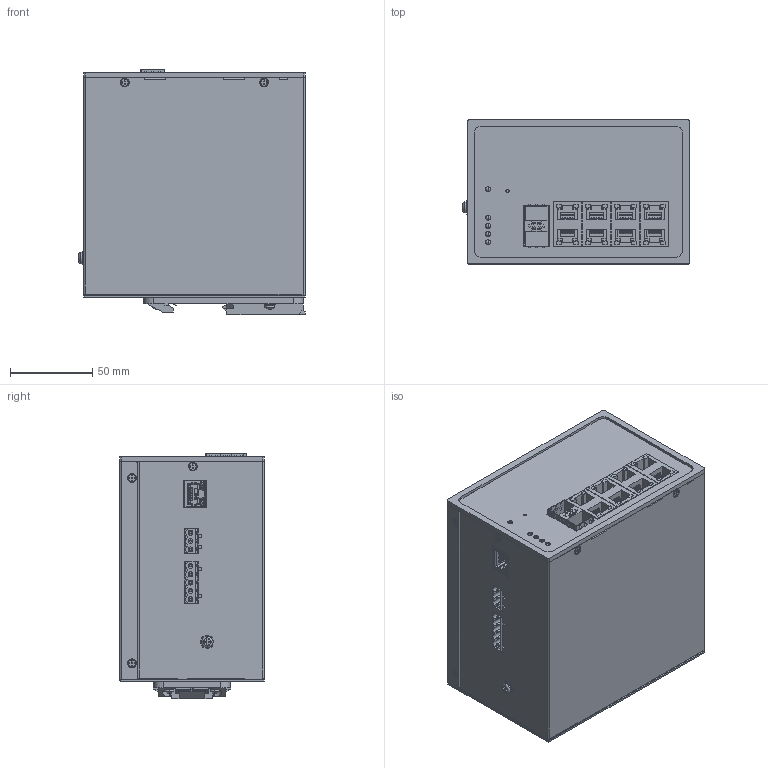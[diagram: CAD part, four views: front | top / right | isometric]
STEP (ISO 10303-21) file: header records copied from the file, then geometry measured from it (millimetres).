
FILE_DESCRIPTION((''),'2;1');
FILE_NAME('SICOM3000A_ASM','2023-07-19T09:39:12',('wangzixiong'),(''),'CREO PARAMETRIC BY PTC INC, 2021023','CREO PARAMETRIC BY PTC INC, 2021023','');
FILE_SCHEMA(('AUTOMOTIVE_DESIGN { 1 0 10303 214 1 1 1 1 }'));
Products named in the file (40): _3000A-8800; M40001; _SICOM3000A0001_ASM; _88000; _0001_ASM; 000; M30001; _88000_ASM; 00; 0002_ASM; M40003; M40004; M40002_ASM; M2-5X40001; M3X80001; 106020004-RESET; 102990206-1-2SFP; 1X40; 104102003-1X10; 107022092-1-2RJ45; RJ00; 100; 200; 300; 400; 500; 600; 700; 800; RJ0004; 107022111-1X1RJ45-0001_ASM; 107011511-5-508-JH0001; 107011501-3-508-JH0001; SICOM3000A_ASM
Assembly tree (60 placements, depth 3):
  SICOM3000A_ASM
    _SICOM3000A0001_ASM
      _3000A-8800
      M40001
    _0001_ASM
      _88000
      _88000
    _88000_ASM
      000
      M30001  x4
    0002_ASM
      000
      00
    M40002_ASM
      M40003
      M40004
    M2-5X40001  x13
    M3X80001  x4
    106020004-RESET
    102990206-1-2SFP
    1X40
    104102003-1X10
    107022092-1-2RJ45  x4
    107022111-1X1RJ45-0001_ASM
      RJ00
      RJ00
      00
      00
      100
      200
      300
      400
      500
      600
      700
      800
      RJ00
      RJ0004
    107011511-5-508-JH0001
    107011501-3-508-JH0001
Bounding box: 138 x 88 x 149.4 mm (x, y, z)
Volume: 178418.5 mm3; surface area: 234222.4 mm2
Topology: 54 solids, 54 shells, 4976 faces, 13377 edges, 8686 vertices
Faces by surface type: plane 3652, cylinder 1140, cone 66, bspline 50, torus 34, sphere 18, extrusion 16
Entity records: 133875 total; most frequent: CARTESIAN_POINT 25342, ORIENTED_EDGE 21562, DIRECTION 20457, EDGE_CURVE 10781, VECTOR 8467, LINE 8451, VERTEX_POINT 7006, AXIS2_PLACEMENT_3D 5995
